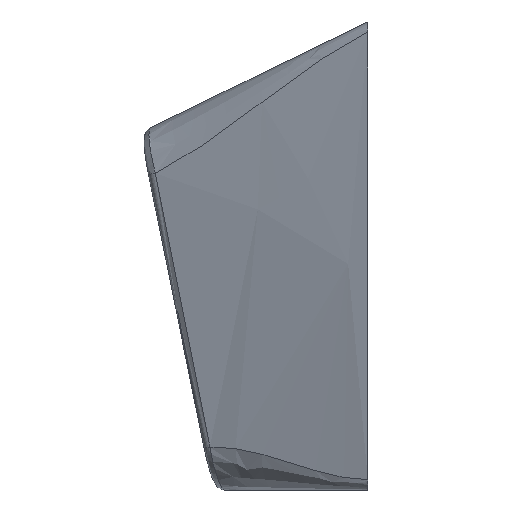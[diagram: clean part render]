
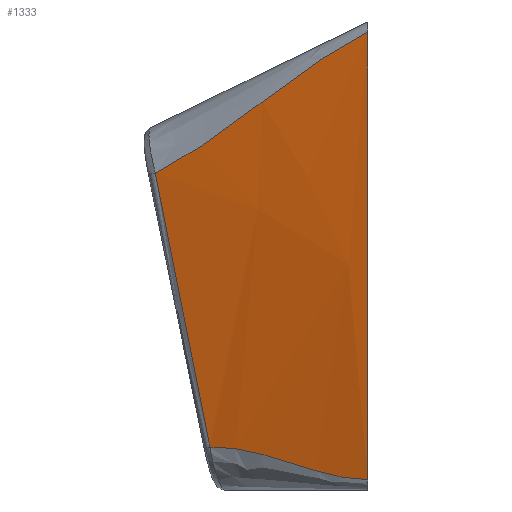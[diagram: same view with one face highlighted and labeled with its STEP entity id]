
A CAD part, left-side view. The second image highlights one B-rep face of the part: STEP entity #1333.
In plain terms, the highlighted free-form (B-spline) face has degree [3, 1] with [6, 2] control points.
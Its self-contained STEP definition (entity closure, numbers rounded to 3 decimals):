
#1110=VERTEX_POINT('',#1111);
#1111=CARTESIAN_POINT('',(0.0,0.0,-0.383));
#1123=EDGE_CURVE('',#1110,#1124,#1126,.F.);
#1124=VERTEX_POINT('',#1125);
#1125=CARTESIAN_POINT('',(0.0,0.0,-17.6));
#1126=LINE('',#1127,#1128);
#1127=CARTESIAN_POINT('',(0.0,0.0,0.0));
#1128=VECTOR('',#1129,1.0);
#1129=DIRECTION('',(0.0,0.0,1.0));
#1333=ADVANCED_FACE('',(#1334),#1441,.F.);
#1334=FACE_BOUND('',#1335,.T.);
#1335=EDGE_LOOP('',(#1336,#1378,#1393,#1440));
#1336=ORIENTED_EDGE('',*,*,#1337,.T.);
#1337=EDGE_CURVE('',#1110,#1338,#1340,.T.);
#1338=VERTEX_POINT('',#1339);
#1339=CARTESIAN_POINT('',(2.897,8.171,-5.816));
#1340=B_SPLINE_CURVE_WITH_KNOTS('',4,(#1341,#1342,#1343,#1344,#1345,#1346,#1347,#1348,#1349,#1350,#1351,#1352,#1353,#1354,#1355,#1356,#1357,#1358,#1359,#1360,#1361,#1362,#1363,#1364,#1365,#1366,#1367,#1368,#1369,#1370,#1371,#1372,#1373,#1374,#1375,#1376,#1377),.UNSPECIFIED.,.F.,.U.,(5,4,4,4,4,4,4,4,4,5),(0.0,0.125,0.25,0.375,0.5,0.625,0.75,0.875,0.938,0.969),.UNSPECIFIED.);
#1341=CARTESIAN_POINT('',(0.,0.,-0.383));
#1342=CARTESIAN_POINT('',(0.092,0.267,-0.517));
#1343=CARTESIAN_POINT('',(0.185,0.539,-0.664));
#1344=CARTESIAN_POINT('',(0.28,0.815,-0.823));
#1345=CARTESIAN_POINT('',(0.377,1.096,-0.993));
#1346=CARTESIAN_POINT('',(0.464,1.35,-1.148));
#1347=CARTESIAN_POINT('',(0.555,1.612,-1.315));
#1348=CARTESIAN_POINT('',(0.648,1.881,-1.494));
#1349=CARTESIAN_POINT('',(0.744,2.157,-1.683));
#1350=CARTESIAN_POINT('',(0.827,2.394,-1.847));
#1351=CARTESIAN_POINT('',(0.915,2.647,-2.026));
#1352=CARTESIAN_POINT('',(1.008,2.914,-2.219));
#1353=CARTESIAN_POINT('',(1.107,3.195,-2.426));
#1354=CARTESIAN_POINT('',(1.177,3.392,-2.572));
#1355=CARTESIAN_POINT('',(1.261,3.63,-2.75));
#1356=CARTESIAN_POINT('',(1.359,3.906,-2.958));
#1357=CARTESIAN_POINT('',(1.471,4.222,-3.195));
#1358=CARTESIAN_POINT('',(1.613,4.619,-3.495));
#1359=CARTESIAN_POINT('',(1.722,4.921,-3.72));
#1360=CARTESIAN_POINT('',(1.798,5.131,-3.876));
#1361=CARTESIAN_POINT('',(1.84,5.249,-3.962));
#1362=CARTESIAN_POINT('',(1.946,5.542,-4.177));
#1363=CARTESIAN_POINT('',(2.044,5.813,-4.37));
#1364=CARTESIAN_POINT('',(2.134,6.062,-4.544));
#1365=CARTESIAN_POINT('',(2.217,6.289,-4.698));
#1366=CARTESIAN_POINT('',(2.321,6.575,-4.89));
#1367=CARTESIAN_POINT('',(2.419,6.847,-5.067));
#1368=CARTESIAN_POINT('',(2.514,7.107,-5.227));
#1369=CARTESIAN_POINT('',(2.604,7.355,-5.373));
#1370=CARTESIAN_POINT('',(2.654,7.495,-5.455));
#1371=CARTESIAN_POINT('',(2.704,7.633,-5.533));
#1372=CARTESIAN_POINT('',(2.753,7.769,-5.607));
#1373=CARTESIAN_POINT('',(2.801,7.902,-5.677));
#1374=CARTESIAN_POINT('',(2.819,7.952,-5.704));
#1375=CARTESIAN_POINT('',(2.841,8.014,-5.736));
#1376=CARTESIAN_POINT('',(2.867,8.087,-5.774));
#1377=CARTESIAN_POINT('',(2.897,8.171,-5.816));
#1378=ORIENTED_EDGE('',*,*,#1379,.T.);
#1379=EDGE_CURVE('',#1338,#1380,#1382,.T.);
#1380=VERTEX_POINT('',#1381);
#1381=CARTESIAN_POINT('',(2.877,6.073,-16.346));
#1382=B_SPLINE_CURVE_WITH_KNOTS('',3,(#1383,#1384,#1385,#1386,#1387,#1388,#1389,#1390,#1391,#1392),.UNSPECIFIED.,.F.,.U.,(4,2,2,2,4),(-5.158,0.,5.369,10.738,15.896),.UNSPECIFIED.);
#1383=CARTESIAN_POINT('',(2.906,9.187,-0.759));
#1384=CARTESIAN_POINT('',(2.903,8.848,-2.445));
#1385=CARTESIAN_POINT('',(2.9,8.509,-4.13));
#1386=CARTESIAN_POINT('',(2.894,7.819,-7.571));
#1387=CARTESIAN_POINT('',(2.891,7.468,-9.326));
#1388=CARTESIAN_POINT('',(2.884,6.768,-12.836));
#1389=CARTESIAN_POINT('',(2.88,6.42,-14.591));
#1390=CARTESIAN_POINT('',(2.873,5.739,-18.033));
#1391=CARTESIAN_POINT('',(2.869,5.407,-19.72));
#1392=CARTESIAN_POINT('',(2.866,5.077,-21.407));
#1393=ORIENTED_EDGE('',*,*,#1394,.T.);
#1394=EDGE_CURVE('',#1380,#1124,#1395,.T.);
#1395=B_SPLINE_CURVE_WITH_KNOTS('',4,(#1396,#1397,#1398,#1399,#1400,#1401,#1402,#1403,#1404,#1405,#1406,#1407,#1408,#1409,#1410,#1411,#1412,#1413,#1414,#1415,#1416,#1417,#1418,#1419,#1420,#1421,#1422,#1423,#1424,#1425,#1426,#1427,#1428,#1429,#1430,#1431,#1432,#1433,#1434,#1435,#1436,#1437,#1438,#1439),.UNSPECIFIED.,.F.,.U.,(5,4,4,4,4,4,4,3,4,4,4,5),(0.038,0.063,0.125,0.25,0.375,0.438,0.5,0.509,0.625,0.75,0.875,1.0),.UNSPECIFIED.);
#1396=CARTESIAN_POINT('',(2.877,6.073,-16.347));
#1397=CARTESIAN_POINT('',(2.856,6.029,-16.345));
#1398=CARTESIAN_POINT('',(2.839,5.992,-16.345));
#1399=CARTESIAN_POINT('',(2.825,5.962,-16.344));
#1400=CARTESIAN_POINT('',(2.813,5.938,-16.344));
#1401=CARTESIAN_POINT('',(2.768,5.841,-16.344));
#1402=CARTESIAN_POINT('',(2.723,5.743,-16.346));
#1403=CARTESIAN_POINT('',(2.676,5.643,-16.35));
#1404=CARTESIAN_POINT('',(2.629,5.54,-16.358));
#1405=CARTESIAN_POINT('',(2.544,5.358,-16.371));
#1406=CARTESIAN_POINT('',(2.455,5.165,-16.393));
#1407=CARTESIAN_POINT('',(2.362,4.961,-16.425));
#1408=CARTESIAN_POINT('',(2.264,4.746,-16.467));
#1409=CARTESIAN_POINT('',(2.186,4.577,-16.501));
#1410=CARTESIAN_POINT('',(2.099,4.389,-16.543));
#1411=CARTESIAN_POINT('',(2.004,4.181,-16.595));
#1412=CARTESIAN_POINT('',(1.899,3.954,-16.659));
#1413=CARTESIAN_POINT('',(1.862,3.873,-16.681));
#1414=CARTESIAN_POINT('',(1.819,3.78,-16.708));
#1415=CARTESIAN_POINT('',(1.77,3.675,-16.739));
#1416=CARTESIAN_POINT('',(1.716,3.558,-16.774));
#1417=CARTESIAN_POINT('',(1.67,3.459,-16.804));
#1418=CARTESIAN_POINT('',(1.624,3.36,-16.835));
#1419=CARTESIAN_POINT('',(1.578,3.261,-16.866));
#1420=CARTESIAN_POINT('',(1.531,3.163,-16.897));
#1421=CARTESIAN_POINT('',(1.523,3.146,-16.903));
#1422=CARTESIAN_POINT('',(1.516,3.129,-16.908));
#1423=CARTESIAN_POINT('',(1.508,3.112,-16.913));
#1424=CARTESIAN_POINT('',(1.404,2.89,-16.984));
#1425=CARTESIAN_POINT('',(1.315,2.701,-17.045));
#1426=CARTESIAN_POINT('',(1.232,2.528,-17.1));
#1427=CARTESIAN_POINT('',(1.158,2.371,-17.149));
#1428=CARTESIAN_POINT('',(1.055,2.157,-17.215));
#1429=CARTESIAN_POINT('',(0.958,1.954,-17.275));
#1430=CARTESIAN_POINT('',(0.865,1.762,-17.329));
#1431=CARTESIAN_POINT('',(0.777,1.581,-17.375));
#1432=CARTESIAN_POINT('',(0.676,1.372,-17.428));
#1433=CARTESIAN_POINT('',(0.578,1.172,-17.473));
#1434=CARTESIAN_POINT('',(0.483,0.978,-17.51));
#1435=CARTESIAN_POINT('',(0.39,0.79,-17.539));
#1436=CARTESIAN_POINT('',(0.291,0.589,-17.569));
#1437=CARTESIAN_POINT('',(0.193,0.391,-17.59));
#1438=CARTESIAN_POINT('',(0.096,0.194,-17.6));
#1439=CARTESIAN_POINT('',(0.,0.,-17.6));
#1440=ORIENTED_EDGE('',*,*,#1123,.F.);
#1441=B_SPLINE_SURFACE_WITH_KNOTS('',3,1,((#1442,#1443),(#1444,#1445),(#1446,#1447),(#1448,#1449),(#1450,#1451),(#1452,#1453)),.UNSPECIFIED.,.F.,.F.,.U.,(4,2,4),(2,2),(0.0,0.5,1.0),(0.0,1.0),.UNSPECIFIED.);
#1442=CARTESIAN_POINT('',(0.0,0.0,-18.0));
#1443=CARTESIAN_POINT('',(0.0,0.0,0.0));
#1444=CARTESIAN_POINT('',(0.5,1.0,-18.0));
#1445=CARTESIAN_POINT('',(0.5,1.467,-0.714));
#1446=CARTESIAN_POINT('',(1.0,2.0,-18.0));
#1447=CARTESIAN_POINT('',(1.0,2.933,-1.428));
#1448=CARTESIAN_POINT('',(2.0,4.0,-18.0));
#1449=CARTESIAN_POINT('',(2.0,5.867,-2.855));
#1450=CARTESIAN_POINT('',(2.5,5.0,-18.0));
#1451=CARTESIAN_POINT('',(2.5,7.333,-3.569));
#1452=CARTESIAN_POINT('',(3.0,6.0,-18.0));
#1453=CARTESIAN_POINT('',(3.0,8.8,-4.283));
